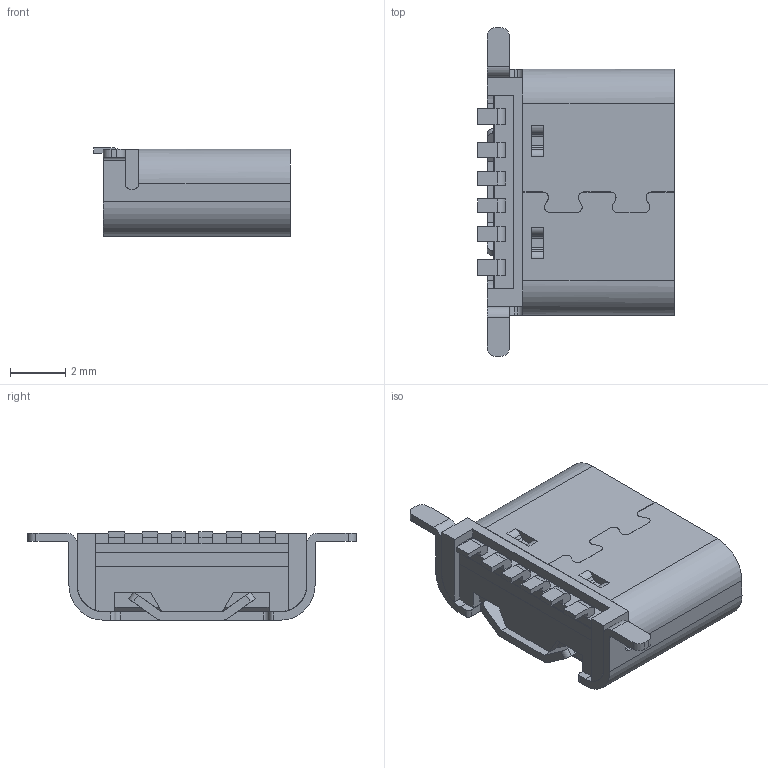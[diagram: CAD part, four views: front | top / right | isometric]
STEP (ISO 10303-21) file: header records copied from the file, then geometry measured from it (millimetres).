
FILE_DESCRIPTION((''),'2;1');
FILE_NAME('TYPE-C母座_6P卧式后两脚贴CH1_63_长6_8Z3带','2024-07-16T',('admin'),(''),'PRO/ENGINEER BY PARAMETRIC TECHNOLOGY CORPORATION, 2017170','PRO/ENGINEER BY PARAMETRIC TECHNOLOGY CORPORATION, 2017170','');
FILE_SCHEMA(('AUTOMOTIVE_DESIGN { 1 0 10303 214 1 1 1 1 }'));
Length unit declared in the file: millimetre
Products named in the file (1): TYPE-C母座_6P卧式后两脚贴CH1_63_长6_8Z3带
Bounding box: 7.14 x 11.94 x 3.21 mm (x, y, z)
Volume: 98.8 mm3; surface area: 451.6 mm2
Topology: 1 solids, 1 shells, 555 faces, 1577 edges, 1028 vertices
Faces by surface type: plane 435, cylinder 102, cone 12, torus 4, extrusion 2
Entity records: 18094 total; most frequent: CARTESIAN_POINT 3376, ORIENTED_EDGE 3154, DIRECTION 2892, EDGE_CURVE 1577, VECTOR 1310, LINE 1308, VERTEX_POINT 1028, AXIS2_PLACEMENT_3D 791
